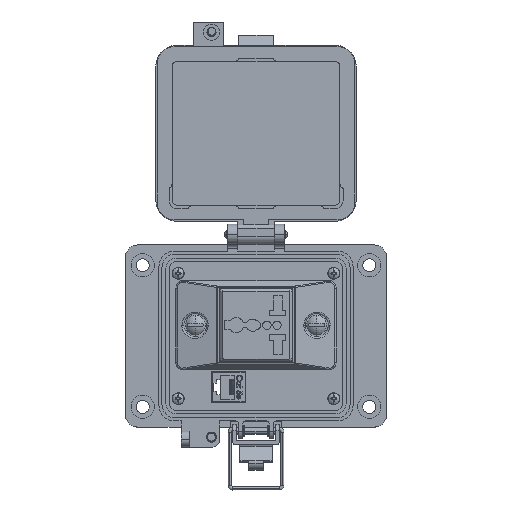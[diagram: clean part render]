
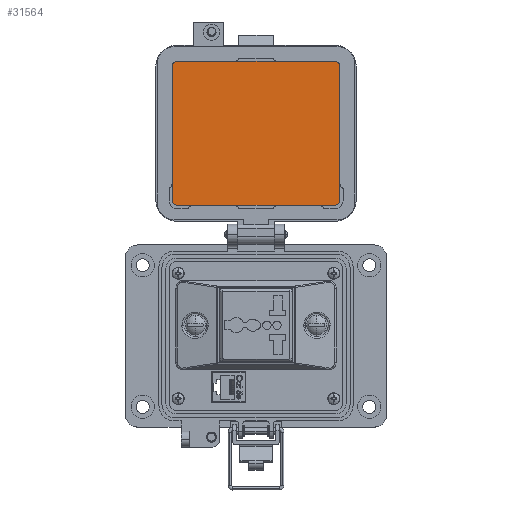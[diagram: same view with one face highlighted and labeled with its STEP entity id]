
A CAD part, top view. The second image highlights one B-rep face of the part: STEP entity #31564.
In plain terms, the highlighted planar face has unit normal (0, 0, 1).
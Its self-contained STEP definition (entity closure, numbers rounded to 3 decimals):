
#730 = CARTESIAN_POINT ( 'NONE',  ( -44.769, 126.389, 19.202 ) ) ;
#3186 = VERTEX_POINT ( 'NONE', #56185 ) ;
#4927 = CARTESIAN_POINT ( 'NONE',  ( -44.769, 93.196, 19.202 ) ) ;
#5049 = CARTESIAN_POINT ( 'NONE',  ( 35.912, 60.004, 19.202 ) ) ;
#5648 = LINE ( 'NONE', #55794, #8792 ) ;
#5971 = DIRECTION ( 'NONE',  ( 0., -1., 0. ) ) ;
#8442 = CARTESIAN_POINT ( 'NONE',  ( -44.769, 60.004, 19.202 ) ) ;
#8792 = VECTOR ( 'NONE', #5971, 1000. ) ;
#9191 = VERTEX_POINT ( 'NONE', #40320 ) ;
#9245 = CIRCLE ( 'NONE', #29258, 2.299 ) ;
#9593 = CARTESIAN_POINT ( 'NONE',  ( -42.469, 60.004, 19.202 ) ) ;
#10418 = EDGE_CURVE ( 'NONE', #21809, #54257, #57130, .T. ) ;
#11438 = EDGE_CURVE ( 'NONE', #37921, #3186, #9245, .T. ) ;
#11631 = ORIENTED_EDGE ( 'NONE', *, *, #63371, .F. ) ;
#12828 = EDGE_CURVE ( 'NONE', #54257, #34749, #15659, .T. ) ;
#13729 = ORIENTED_EDGE ( 'NONE', *, *, #46072, .F. ) ;
#14351 = EDGE_LOOP ( 'NONE', ( #29279, #13729, #55229, #19738, #62135, #11631, #15626, #23536 ) ) ;
#15007 = CARTESIAN_POINT ( 'NONE',  ( -42.469, 128.688, 19.202 ) ) ;
#15622 = CARTESIAN_POINT ( 'NONE',  ( 35.912, 128.688, 19.202 ) ) ;
#15626 = ORIENTED_EDGE ( 'NONE', *, *, #24759, .F. ) ;
#15659 = CIRCLE ( 'NONE', #59922, 2.299 ) ;
#17135 = LINE ( 'NONE', #58012, #34688 ) ;
#19403 = DIRECTION ( 'NONE',  ( -1., 0., 0. ) ) ;
#19738 = ORIENTED_EDGE ( 'NONE', *, *, #10418, .F. ) ;
#20869 = EDGE_CURVE ( 'NONE', #44787, #21809, #34661, .T. ) ;
#21163 = DIRECTION ( 'NONE',  ( 1., 0., 0. ) ) ;
#21809 = VERTEX_POINT ( 'NONE', #15007 ) ;
#22368 = EDGE_CURVE ( 'NONE', #3186, #9191, #17135, .T. ) ;
#23536 = ORIENTED_EDGE ( 'NONE', *, *, #22368, .F. ) ;
#24759 = EDGE_CURVE ( 'NONE', #9191, #49505, #25990, .T. ) ;
#25990 = CIRCLE ( 'NONE', #48128, 2.299 ) ;
#26108 = CARTESIAN_POINT ( 'NONE',  ( -3.279, 128.688, 19.202 ) ) ;
#26292 = DIRECTION ( 'NONE',  ( 0., -1., 0. ) ) ;
#28111 = VECTOR ( 'NONE', #21163, 1000. ) ;
#28723 = DIRECTION ( 'NONE',  ( 0., 0., -1. ) ) ;
#29258 = AXIS2_PLACEMENT_3D ( 'NONE', #5049, #64771, #49911 ) ;
#29279 = ORIENTED_EDGE ( 'NONE', *, *, #11438, .F. ) ;
#31564 = ADVANCED_FACE ( 'NONE', ( #44811 ), #55002, .T. ) ;
#31908 = DIRECTION ( 'NONE',  ( 0., 0., -1. ) ) ;
#34661 = CIRCLE ( 'NONE', #65223, 2.299 ) ;
#34688 = VECTOR ( 'NONE', #37240, 1000. ) ;
#34749 = VERTEX_POINT ( 'NONE', #61554 ) ;
#37240 = DIRECTION ( 'NONE',  ( -1., 0., 0. ) ) ;
#37921 = VERTEX_POINT ( 'NONE', #48381 ) ;
#38250 = CARTESIAN_POINT ( 'NONE',  ( 35.912, 126.389, 19.202 ) ) ;
#40320 = CARTESIAN_POINT ( 'NONE',  ( -42.469, 57.705, 19.202 ) ) ;
#40832 = VECTOR ( 'NONE', #54733, 1000. ) ;
#42884 = DIRECTION ( 'NONE',  ( 0., 0., -1. ) ) ;
#44787 = VERTEX_POINT ( 'NONE', #730 ) ;
#44811 = FACE_OUTER_BOUND ( 'NONE', #14351, .T. ) ;
#45493 = LINE ( 'NONE', #4927, #40832 ) ;
#46072 = EDGE_CURVE ( 'NONE', #34749, #37921, #5648, .T. ) ;
#48128 = AXIS2_PLACEMENT_3D ( 'NONE', #9593, #28723, #63715 ) ;
#48381 = CARTESIAN_POINT ( 'NONE',  ( 38.212, 60.004, 19.202 ) ) ;
#49505 = VERTEX_POINT ( 'NONE', #8442 ) ;
#49911 = DIRECTION ( 'NONE',  ( 0., -1., 0. ) ) ;
#54257 = VERTEX_POINT ( 'NONE', #15622 ) ;
#54733 = DIRECTION ( 'NONE',  ( 0., 1., 0. ) ) ;
#55002 = PLANE ( 'NONE',  #57128 ) ;
#55229 = ORIENTED_EDGE ( 'NONE', *, *, #12828, .F. ) ;
#55794 = CARTESIAN_POINT ( 'NONE',  ( 38.212, 93.196, 19.202 ) ) ;
#56185 = CARTESIAN_POINT ( 'NONE',  ( 35.912, 57.705, 19.202 ) ) ;
#57128 = AXIS2_PLACEMENT_3D ( 'NONE', #64920, #59651, #19403 ) ;
#57130 = LINE ( 'NONE', #26108, #28111 ) ;
#57656 = CARTESIAN_POINT ( 'NONE',  ( -42.469, 126.389, 19.202 ) ) ;
#58012 = CARTESIAN_POINT ( 'NONE',  ( -3.279, 57.705, 19.202 ) ) ;
#59651 = DIRECTION ( 'NONE',  ( 0., 0., 1. ) ) ;
#59922 = AXIS2_PLACEMENT_3D ( 'NONE', #38250, #42884, #64296 ) ;
#61554 = CARTESIAN_POINT ( 'NONE',  ( 38.212, 126.389, 19.202 ) ) ;
#62135 = ORIENTED_EDGE ( 'NONE', *, *, #20869, .F. ) ;
#63371 = EDGE_CURVE ( 'NONE', #49505, #44787, #45493, .T. ) ;
#63715 = DIRECTION ( 'NONE',  ( 1., 0., 0. ) ) ;
#64296 = DIRECTION ( 'NONE',  ( 1., 0., 0. ) ) ;
#64771 = DIRECTION ( 'NONE',  ( 0., 0., -1. ) ) ;
#64920 = CARTESIAN_POINT ( 'NONE',  ( 39.871, 130.108, 19.202 ) ) ;
#65223 = AXIS2_PLACEMENT_3D ( 'NONE', #57656, #31908, #26292 ) ;
